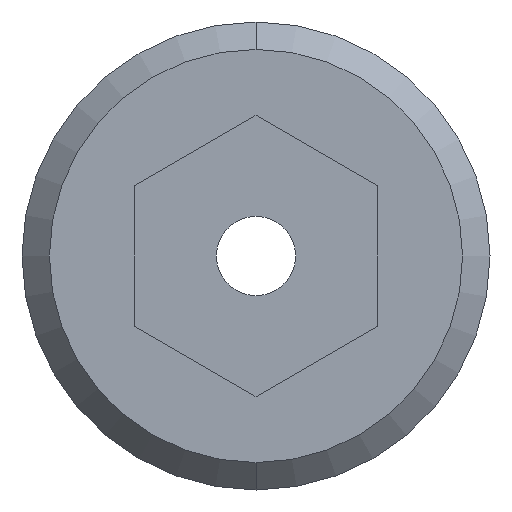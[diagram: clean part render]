
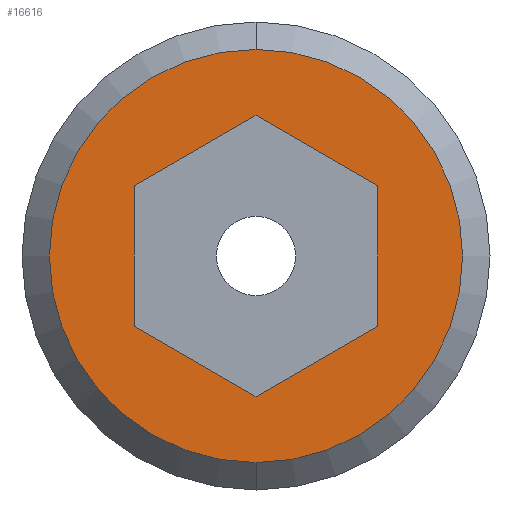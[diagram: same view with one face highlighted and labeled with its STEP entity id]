
A CAD part, left-side view. The second image highlights one B-rep face of the part: STEP entity #16616.
In plain terms, the highlighted planar face has unit normal (-1, 0, 0).
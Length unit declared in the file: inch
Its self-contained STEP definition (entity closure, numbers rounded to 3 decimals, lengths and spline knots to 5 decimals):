
#7751=CARTESIAN_POINT('',(-0.188,0.,0.));
#7752=DIRECTION('',(-1.,0.,0.));
#7753=DIRECTION('',(0.,1.,0.));
#7754=AXIS2_PLACEMENT_3D('',#7751,#7752,#7753);
#7769=DIRECTION('',(0.,0.5,0.866));
#7770=VECTOR('',#7769,0.09238);
#7771=CARTESIAN_POINT('',(-0.188,0.04619,-0.08));
#7772=LINE('',#7771,#7770);
#7773=DIRECTION('',(0.,1.,0.));
#7774=VECTOR('',#7773,0.09238);
#7775=CARTESIAN_POINT('',(-0.188,-0.04619,-0.08));
#7776=LINE('',#7775,#7774);
#7777=DIRECTION('',(0.,0.5,-0.866));
#7778=VECTOR('',#7777,0.09238);
#7779=CARTESIAN_POINT('',(-0.188,-0.09238,0.));
#7780=LINE('',#7779,#7778);
#7781=DIRECTION('',(0.,-0.5,-0.866));
#7782=VECTOR('',#7781,0.09238);
#7783=CARTESIAN_POINT('',(-0.188,-0.04619,0.08));
#7784=LINE('',#7783,#7782);
#7785=DIRECTION('',(0.,-1.,0.));
#7786=VECTOR('',#7785,0.09238);
#7787=CARTESIAN_POINT('',(-0.188,0.04619,0.08));
#7788=LINE('',#7787,#7786);
#7789=DIRECTION('',(0.,-0.5,0.866));
#7790=VECTOR('',#7789,0.09238);
#7791=CARTESIAN_POINT('',(-0.188,0.09238,0.));
#7792=LINE('',#7791,#7790);
#7793=CARTESIAN_POINT('',(-0.188,0.,0.));
#7794=DIRECTION('',(1.,0.,0.));
#7795=DIRECTION('',(0.,1.,0.));
#7796=AXIS2_PLACEMENT_3D('',#7793,#7794,#7795);
#8173=CARTESIAN_POINT('',(-0.188,0.13575,0.));
#8174=CARTESIAN_POINT('',(-0.188,-0.13575,0.));
#8175=VERTEX_POINT('',#8173);
#8176=VERTEX_POINT('',#8174);
#8193=CARTESIAN_POINT('',(-0.188,0.04619,-0.08));
#8194=CARTESIAN_POINT('',(-0.188,0.09238,0.));
#8195=VERTEX_POINT('',#8193);
#8196=VERTEX_POINT('',#8194);
#8197=CARTESIAN_POINT('',(-0.188,-0.04619,-0.08));
#8198=VERTEX_POINT('',#8197);
#8199=CARTESIAN_POINT('',(-0.188,-0.09238,0.));
#8200=VERTEX_POINT('',#8199);
#8201=CARTESIAN_POINT('',(-0.188,-0.04619,0.08));
#8202=VERTEX_POINT('',#8201);
#8203=CARTESIAN_POINT('',(-0.188,0.04619,0.08));
#8204=VERTEX_POINT('',#8203);
#16592=CARTESIAN_POINT('',(-0.188,0.,0.));
#16593=DIRECTION('',(1.,0.,0.));
#16594=DIRECTION('',(0.,-1.,0.));
#16595=AXIS2_PLACEMENT_3D('',#16592,#16593,#16594);
#16596=PLANE('',#16595);
#16597=ORIENTED_EDGE('',*,*,#16582,.F.);
#16599=ORIENTED_EDGE('',*,*,#16598,.T.);
#16600=EDGE_LOOP('',(#16597,#16599));
#16601=FACE_OUTER_BOUND('',#16600,.F.);
#16603=ORIENTED_EDGE('',*,*,#16602,.F.);
#16605=ORIENTED_EDGE('',*,*,#16604,.F.);
#16607=ORIENTED_EDGE('',*,*,#16606,.F.);
#16609=ORIENTED_EDGE('',*,*,#16608,.F.);
#16611=ORIENTED_EDGE('',*,*,#16610,.F.);
#16613=ORIENTED_EDGE('',*,*,#16612,.F.);
#16614=EDGE_LOOP('',(#16603,#16605,#16607,#16609,#16611,#16613));
#16615=FACE_BOUND('',#16614,.F.);
#7755=CIRCLE('',#7754,0.13575);
#7797=CIRCLE('',#7796,0.13575);
#16582=EDGE_CURVE('',#8175,#8176,#7755,.T.);
#16598=EDGE_CURVE('',#8175,#8176,#7797,.T.);
#16602=EDGE_CURVE('',#8195,#8196,#7772,.T.);
#16604=EDGE_CURVE('',#8198,#8195,#7776,.T.);
#16606=EDGE_CURVE('',#8200,#8198,#7780,.T.);
#16608=EDGE_CURVE('',#8202,#8200,#7784,.T.);
#16610=EDGE_CURVE('',#8204,#8202,#7788,.T.);
#16612=EDGE_CURVE('',#8196,#8204,#7792,.T.);
#16616=ADVANCED_FACE('',(#16601,#16615),#16596,.F.);
